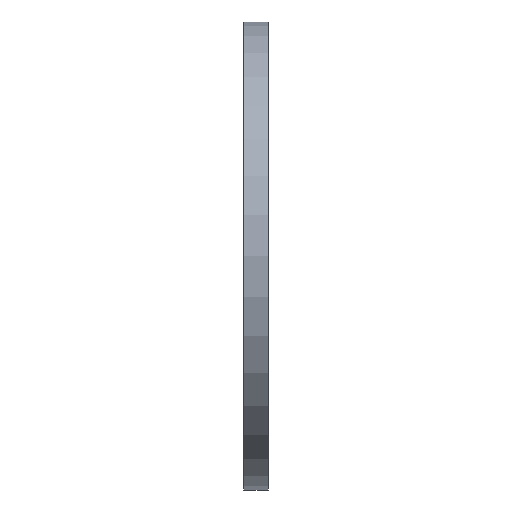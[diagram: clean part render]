
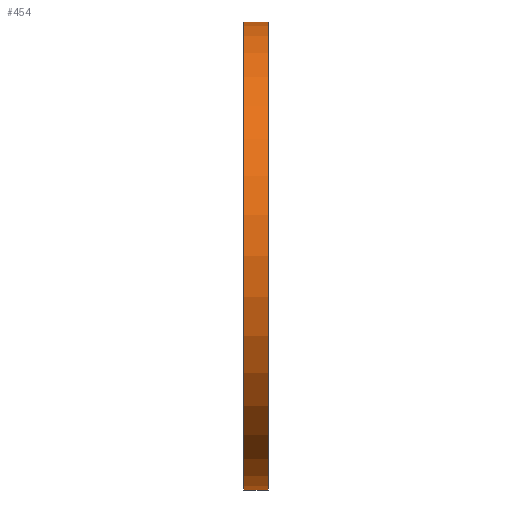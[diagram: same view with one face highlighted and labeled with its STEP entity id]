
A CAD part, front view. The second image highlights one B-rep face of the part: STEP entity #454.
In plain terms, the highlighted cylindrical face has radius 784.225 mm (diameter 1568.45 mm), a partial arc.
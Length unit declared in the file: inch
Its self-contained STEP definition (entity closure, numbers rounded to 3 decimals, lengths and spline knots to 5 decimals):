
#47 = VECTOR ( 'NONE', #120, 39.37008 ) ;
#60 = CARTESIAN_POINT ( 'NONE',  ( 0.0625, 0., 30.875 ) ) ;
#99 = VECTOR ( 'NONE', #658, 39.37008 ) ;
#101 = CIRCLE ( 'NONE', #255, 30.875 ) ;
#120 = DIRECTION ( 'NONE',  ( -1., 0., 0. ) ) ;
#141 = CARTESIAN_POINT ( 'NONE',  ( 0., 0., 30.875 ) ) ;
#147 = LINE ( 'NONE', #141, #99 ) ;
#158 = VERTEX_POINT ( 'NONE', #863 ) ;
#160 = CARTESIAN_POINT ( 'NONE',  ( 0.0625, 0., 0. ) ) ;
#176 = CIRCLE ( 'NONE', #389, 30.875 ) ;
#240 = VERTEX_POINT ( 'NONE', #1391 ) ;
#255 = AXIS2_PLACEMENT_3D ( 'NONE', #1605, #459, #1394 ) ;
#273 = CARTESIAN_POINT ( 'NONE',  ( 0.0625, 0., -30.875 ) ) ;
#305 = AXIS2_PLACEMENT_3D ( 'NONE', #939, #965, #719 ) ;
#350 = EDGE_CURVE ( 'NONE', #158, #486, #147, .T. ) ;
#389 = AXIS2_PLACEMENT_3D ( 'NONE', #160, #679, #1178 ) ;
#395 = ORIENTED_EDGE ( 'NONE', *, *, #350, .T. ) ;
#454 = ADVANCED_FACE ( 'NONE', ( #1445 ), #1309, .T. ) ;
#459 = DIRECTION ( 'NONE',  ( -1., 0., 0. ) ) ;
#486 = VERTEX_POINT ( 'NONE', #60 ) ;
#564 = ORIENTED_EDGE ( 'NONE', *, *, #1039, .T. ) ;
#658 = DIRECTION ( 'NONE',  ( -1., 0., 0. ) ) ;
#679 = DIRECTION ( 'NONE',  ( -1., 0., 0. ) ) ;
#719 = DIRECTION ( 'NONE',  ( 0., 0., 1. ) ) ;
#758 = LINE ( 'NONE', #1405, #47 ) ;
#817 = ORIENTED_EDGE ( 'NONE', *, *, #1173, .F. ) ;
#863 = CARTESIAN_POINT ( 'NONE',  ( 3.25, 0., 30.875 ) ) ;
#939 = CARTESIAN_POINT ( 'NONE',  ( 0., 0., 0. ) ) ;
#945 = EDGE_CURVE ( 'NONE', #240, #1147, #758, .T. ) ;
#965 = DIRECTION ( 'NONE',  ( -1., 0., 0. ) ) ;
#1039 = EDGE_CURVE ( 'NONE', #240, #158, #101, .T. ) ;
#1109 = ORIENTED_EDGE ( 'NONE', *, *, #945, .F. ) ;
#1147 = VERTEX_POINT ( 'NONE', #273 ) ;
#1173 = EDGE_CURVE ( 'NONE', #1147, #486, #176, .T. ) ;
#1178 = DIRECTION ( 'NONE',  ( 0., 0., 1. ) ) ;
#1309 = CYLINDRICAL_SURFACE ( 'NONE', #305, 30.875 ) ;
#1391 = CARTESIAN_POINT ( 'NONE',  ( 3.25, 0., -30.875 ) ) ;
#1394 = DIRECTION ( 'NONE',  ( 0., 0., 1. ) ) ;
#1405 = CARTESIAN_POINT ( 'NONE',  ( 0., 0., -30.875 ) ) ;
#1445 = FACE_OUTER_BOUND ( 'NONE', #1534, .T. ) ;
#1534 = EDGE_LOOP ( 'NONE', ( #1109, #564, #395, #817 ) ) ;
#1605 = CARTESIAN_POINT ( 'NONE',  ( 3.25, 0., 0. ) ) ;
